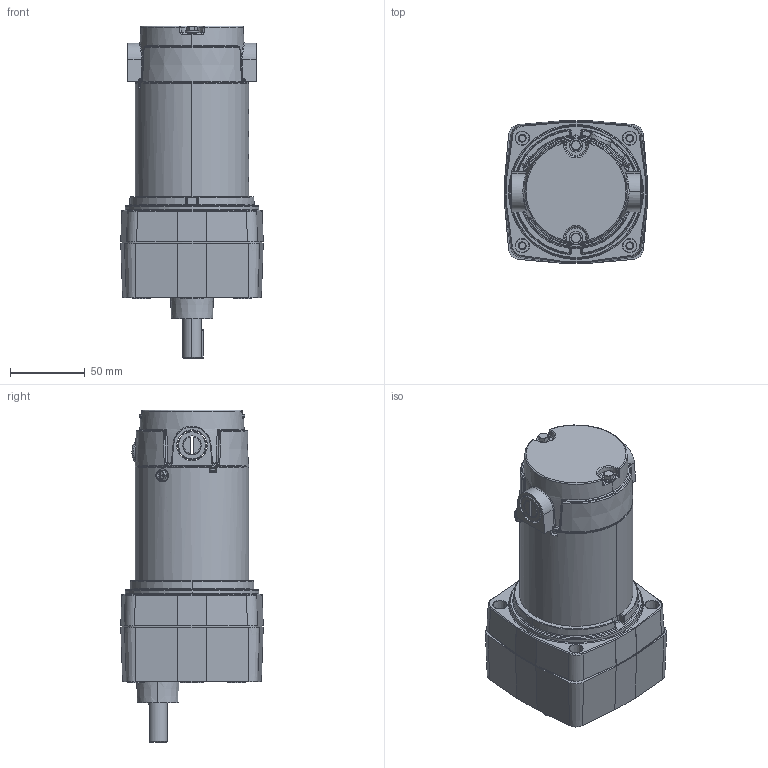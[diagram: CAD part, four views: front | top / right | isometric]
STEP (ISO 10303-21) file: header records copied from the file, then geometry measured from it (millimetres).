
FILE_DESCRIPTION (( 'STEP AP203' ),'1' );
FILE_NAME ('M1125004.STEP','2014-05-14T15:42:26',( 'RBC' ),( 'RBC' ),'SwSTEP 2.0','SolidWorks 2011','' );
FILE_SCHEMA (( 'CONFIG_CONTROL_DESIGN' ));
Length unit declared in the file: inch
Products named in the file (1): M1125004
Bounding box: 95.25 x 95.25 x 221.97 mm (x, y, z)
Surface area: 109277.5 mm2 (no closed solid volume)
Topology: 0 solids, 22 shells, 531 faces, 1490 edges, 975 vertices
Faces by surface type: plane 182, cylinder 138, cone 82, bspline 66, torus 45, sphere 18
Entity records: 21354 total; most frequent: CARTESIAN_POINT 8287, DIRECTION 2671, ORIENTED_EDGE 2597, EDGE_CURVE 1486, AXIS2_PLACEMENT_3D 1049, VERTEX_POINT 975, EDGE_LOOP 587, CIRCLE 583
